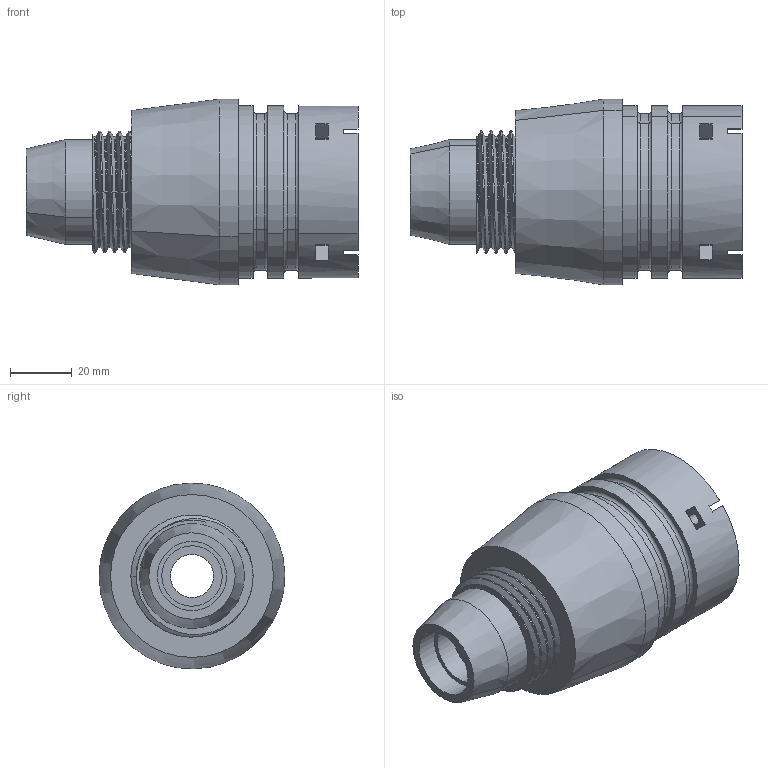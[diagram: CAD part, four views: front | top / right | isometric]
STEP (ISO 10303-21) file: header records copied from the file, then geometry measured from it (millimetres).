
FILE_DESCRIPTION(('CATIA V5 STEP Exchange'),'2;1');
FILE_NAME('003.stp','2018-09-27T20:41:12+00:00',('none'),('none'),'CATIA Version 5 Release 21 GA (IN-10)','CATIA V5 STEP AP203','none');
FILE_SCHEMA(('CONFIG_CONTROL_DESIGN'));
Length unit declared in the file: millimetre
Products named in the file (1): 003
Bounding box: 107.6 x 60.18 x 60.18 mm (x, y, z)
Volume: 106937.7 mm3; surface area: 34752.5 mm2
Topology: 1 solids, 1 shells, 145 faces, 354 edges, 221 vertices
Faces by surface type: bspline 46, plane 44, cylinder 41, torus 8, cone 6
Entity records: 4927 total; most frequent: CARTESIAN_POINT 2068, ORIENTED_EDGE 708, EDGE_CURVE 354, DIRECTION 318, VERTEX_POINT 221, EDGE_LOOP 173, AXIS2_PLACEMENT_3D 165, ADVANCED_FACE 145
